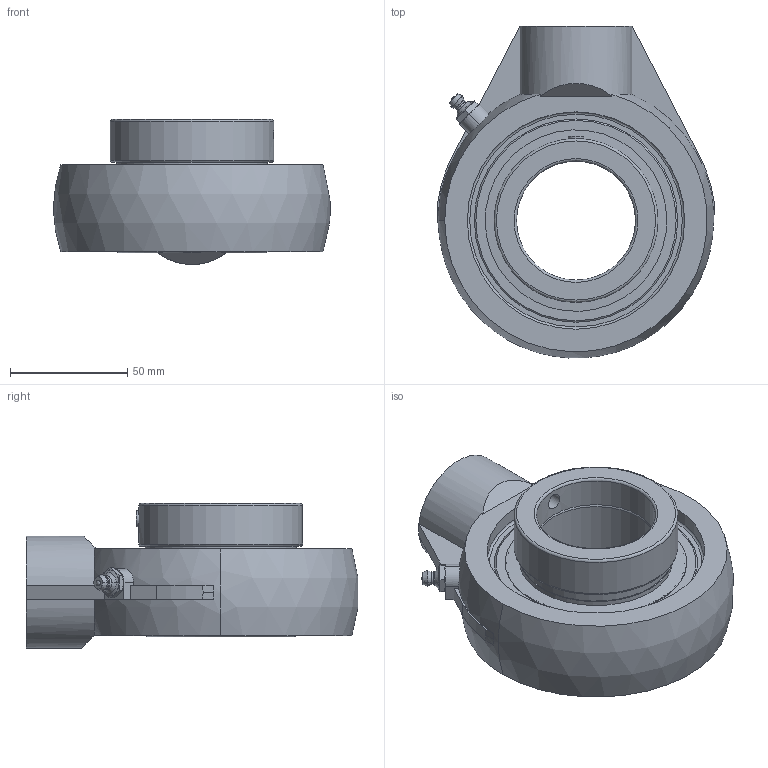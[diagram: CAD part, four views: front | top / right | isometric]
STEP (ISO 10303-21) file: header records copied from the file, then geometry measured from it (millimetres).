
FILE_DESCRIPTION(('HOOPS Exchange Step'),'2;1');
FILE_NAME('export-56F5DC7C-126D-46D4-BD70-70C125296420.stp','2019-12-13T13:27:14-08:00',('ibuslach'),('Alibre'),'HOOPS Exchange 2019.2','Alibre','Unknown authorisation');
FILE_SCHEMA( ('AP242_MANAGED_MODEL_BASED_3D_ENGINEERING_MIM_LF {1 0 10303 442 1 1 4 }') );
Length unit declared in the file: centimetre
Products named in the file (8): MRN SHA 210; ZERK 6mm; SNC 210-32 COLLAR; SNC 210-32 RACES; SNC 210 SHIELD; SNC 207 SS; MRN SNC 210-32; MRN SNCHA 210-32
Assembly tree (8 placements, depth 3):
  MRN SNCHA 210-32
    MRN SHA 210
    ZERK 6mm
    MRN SNC 210-32
      SNC 210-32 COLLAR
      SNC 210-32 RACES
      SNC 210 SHIELD  x2
      SNC 207 SS
Bounding box: 118 x 141.58 x 61.88 mm (x, y, z)
Volume: 300469.1 mm3; surface area: 93909.7 mm2
Topology: 8 solids, 8 shells, 172 faces, 450 edges, 291 vertices
Faces by surface type: plane 58, cylinder 48, cone 32, torus 19, sphere 11, bspline 4
Full cylindrical faces by diameter (mm): 2.259 x2, 6 x2, 6.782 x3, 25.4 x1, 50.8 x2, 59.385 x2, 64.516 x4, 65.278 x2, 69.901 x1, 76.2 x2, 77.47 x2, 92.741 x1, 94.741 x1
Entity records: 8432 total; most frequent: CARTESIAN_POINT 4100, DIRECTION 942, ORIENTED_EDGE 844, EDGE_CURVE 422, AXIS2_PLACEMENT_3D 404, VERTEX_POINT 277, CIRCLE 217, EDGE_LOOP 189
